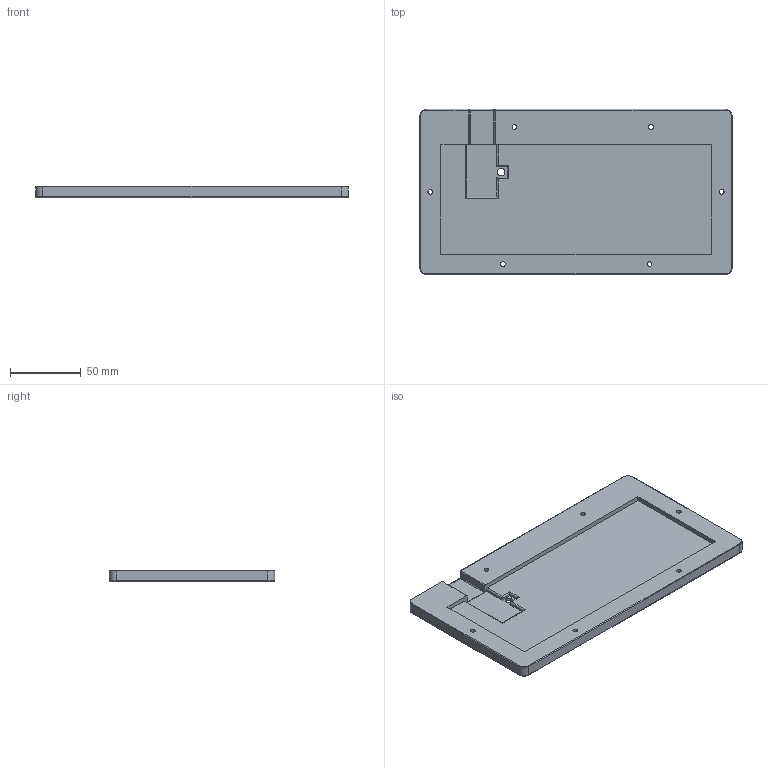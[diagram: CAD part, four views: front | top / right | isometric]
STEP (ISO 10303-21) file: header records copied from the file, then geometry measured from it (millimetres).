
FILE_DESCRIPTION(/* description */ ('','CAx-IF Rec.Pracs.---Representation and Presentation of Product Manufacturing Information (PMI)---4.0---2014-10-13'),/* implementation_level */ '2;1');
FILE_NAME(/* name */ 'Bottom - Kanji.step',/* time_stamp */ '2024-12-05T10:23:46+02:00',/* author */ (''),/* organization */ (''),/* preprocessor_version */ 'ST-DEVELOPER v20',/* originating_system */ 'Autodesk Translation Framework v13.20.0.188',/* authorisation */ '');
FILE_SCHEMA (('AP242_MANAGED_MODEL_BASED_3D_ENGINEERING_MIM_LF { 1 0 10303 442 1 1 4 }'));
Length unit declared in the file: millimetre
Products named in the file (1): Bottom case (1)
Bounding box: 221.5 x 117.2 x 8.5 mm (x, y, z)
Volume: 161328 mm3; surface area: 60450.6 mm2
Topology: 1 solids, 1 shells, 172 faces, 435 edges, 275 vertices
Faces by surface type: plane 82, cylinder 42, bspline 27, torus 15, cone 6
Full cylindrical faces by diameter (mm): 3.4 x6, 5.5 x1, 8.4 x6
Entity records: 5268 total; most frequent: CARTESIAN_POINT 1162, ORIENTED_EDGE 866, DIRECTION 791, EDGE_CURVE 433, LINE 275, VECTOR 275, VERTEX_POINT 275, AXIS2_PLACEMENT_3D 258
